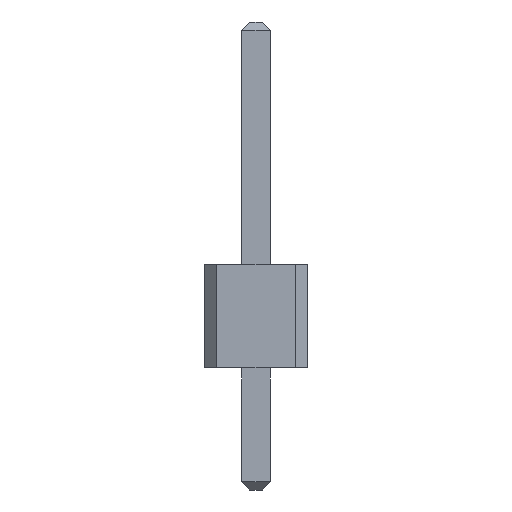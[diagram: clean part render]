
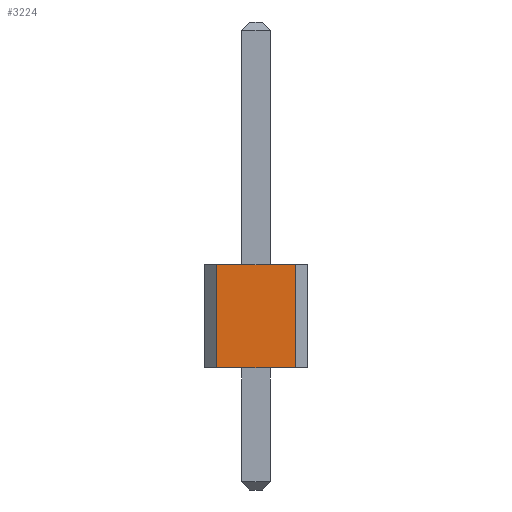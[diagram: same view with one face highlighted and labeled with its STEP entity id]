
A CAD part, front view. The second image highlights one B-rep face of the part: STEP entity #3224.
In plain terms, the highlighted planar face has unit normal (0, -1, 0).
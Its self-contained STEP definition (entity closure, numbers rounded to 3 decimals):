
#2306 = PLANE('',#2307);
#2307 = AXIS2_PLACEMENT_3D('',#2308,#2309,#2310);
#2308 = CARTESIAN_POINT('',(0.,-12.7,0.
    ));
#2309 = DIRECTION('',(0.,0.,1.));
#2310 = DIRECTION('',(1.,0.,0.));
#2565 = PLANE('',#2566);
#2566 = AXIS2_PLACEMENT_3D('',#2567,#2568,#2569);
#2567 = CARTESIAN_POINT('',(0.,-12.7,2.54));
#2568 = DIRECTION('',(0.,0.,1.));
#2569 = DIRECTION('',(1.,0.,0.));
#2791 = VERTEX_POINT('',#2792);
#2792 = CARTESIAN_POINT('',(-0.97,-13.97,0.));
#2806 = PLANE('',#2807);
#2807 = AXIS2_PLACEMENT_3D('',#2808,#2809,#2810);
#2808 = CARTESIAN_POINT('',(-1.12,-13.82,0.));
#2809 = DIRECTION('',(-0.707,-0.707,0.));
#2810 = DIRECTION('',(0.,0.,1.));
#2818 = EDGE_CURVE('',#2819,#2791,#2821,.T.);
#2819 = VERTEX_POINT('',#2820);
#2820 = CARTESIAN_POINT('',(0.97,-13.97,0.));
#2821 = SURFACE_CURVE('',#2822,(#2826,#2833),.PCURVE_S1.);
#2822 = LINE('',#2823,#2824);
#2823 = CARTESIAN_POINT('',(1.27,-13.97,0.));
#2824 = VECTOR('',#2825,1.);
#2825 = DIRECTION('',(-1.,0.,0.));
#2826 = PCURVE('',#2306,#2827);
#2827 = DEFINITIONAL_REPRESENTATION('',(#2828),#2832);
#2828 = LINE('',#2829,#2830);
#2829 = CARTESIAN_POINT('',(1.27,-1.27));
#2830 = VECTOR('',#2831,1.);
#2831 = DIRECTION('',(-1.,0.));
#2832 = ( GEOMETRIC_REPRESENTATION_CONTEXT(2) 
PARAMETRIC_REPRESENTATION_CONTEXT() REPRESENTATION_CONTEXT('2D SPACE',''
  ) );
#2833 = PCURVE('',#2834,#2839);
#2834 = PLANE('',#2835);
#2835 = AXIS2_PLACEMENT_3D('',#2836,#2837,#2838);
#2836 = CARTESIAN_POINT('',(1.27,-13.97,0.));
#2837 = DIRECTION('',(0.,-1.,0.));
#2838 = DIRECTION('',(-1.,0.,0.));
#2839 = DEFINITIONAL_REPRESENTATION('',(#2840),#2844);
#2840 = LINE('',#2841,#2842);
#2841 = CARTESIAN_POINT('',(0.,-0.));
#2842 = VECTOR('',#2843,1.);
#2843 = DIRECTION('',(1.,0.));
#2844 = ( GEOMETRIC_REPRESENTATION_CONTEXT(2) 
PARAMETRIC_REPRESENTATION_CONTEXT() REPRESENTATION_CONTEXT('2D SPACE',''
  ) );
#2862 = PLANE('',#2863);
#2863 = AXIS2_PLACEMENT_3D('',#2864,#2865,#2866);
#2864 = CARTESIAN_POINT('',(1.12,-13.82,0.));
#2865 = DIRECTION('',(0.707,-0.707,0.));
#2866 = DIRECTION('',(0.,0.,1.));
#3055 = VERTEX_POINT('',#3056);
#3056 = CARTESIAN_POINT('',(-0.97,-13.97,2.54));
#3077 = EDGE_CURVE('',#3078,#3055,#3080,.T.);
#3078 = VERTEX_POINT('',#3079);
#3079 = CARTESIAN_POINT('',(0.97,-13.97,2.54));
#3080 = SURFACE_CURVE('',#3081,(#3085,#3092),.PCURVE_S1.);
#3081 = LINE('',#3082,#3083);
#3082 = CARTESIAN_POINT('',(1.27,-13.97,2.54));
#3083 = VECTOR('',#3084,1.);
#3084 = DIRECTION('',(-1.,0.,0.));
#3085 = PCURVE('',#2565,#3086);
#3086 = DEFINITIONAL_REPRESENTATION('',(#3087),#3091);
#3087 = LINE('',#3088,#3089);
#3088 = CARTESIAN_POINT('',(1.27,-1.27));
#3089 = VECTOR('',#3090,1.);
#3090 = DIRECTION('',(-1.,0.));
#3091 = ( GEOMETRIC_REPRESENTATION_CONTEXT(2) 
PARAMETRIC_REPRESENTATION_CONTEXT() REPRESENTATION_CONTEXT('2D SPACE',''
  ) );
#3092 = PCURVE('',#2834,#3093);
#3093 = DEFINITIONAL_REPRESENTATION('',(#3094),#3098);
#3094 = LINE('',#3095,#3096);
#3095 = CARTESIAN_POINT('',(0.,-2.54));
#3096 = VECTOR('',#3097,1.);
#3097 = DIRECTION('',(1.,0.));
#3098 = ( GEOMETRIC_REPRESENTATION_CONTEXT(2) 
PARAMETRIC_REPRESENTATION_CONTEXT() REPRESENTATION_CONTEXT('2D SPACE',''
  ) );
#3204 = EDGE_CURVE('',#2819,#3078,#3205,.T.);
#3205 = SURFACE_CURVE('',#3206,(#3210,#3217),.PCURVE_S1.);
#3206 = LINE('',#3207,#3208);
#3207 = CARTESIAN_POINT('',(0.97,-13.97,0.));
#3208 = VECTOR('',#3209,1.);
#3209 = DIRECTION('',(0.,0.,1.));
#3210 = PCURVE('',#2862,#3211);
#3211 = DEFINITIONAL_REPRESENTATION('',(#3212),#3216);
#3212 = LINE('',#3213,#3214);
#3213 = CARTESIAN_POINT('',(0.,0.212));
#3214 = VECTOR('',#3215,1.);
#3215 = DIRECTION('',(1.,0.));
#3216 = ( GEOMETRIC_REPRESENTATION_CONTEXT(2) 
PARAMETRIC_REPRESENTATION_CONTEXT() REPRESENTATION_CONTEXT('2D SPACE',''
  ) );
#3217 = PCURVE('',#2834,#3218);
#3218 = DEFINITIONAL_REPRESENTATION('',(#3219),#3223);
#3219 = LINE('',#3220,#3221);
#3220 = CARTESIAN_POINT('',(0.3,0.));
#3221 = VECTOR('',#3222,1.);
#3222 = DIRECTION('',(0.,-1.));
#3223 = ( GEOMETRIC_REPRESENTATION_CONTEXT(2) 
PARAMETRIC_REPRESENTATION_CONTEXT() REPRESENTATION_CONTEXT('2D SPACE',''
  ) );
#3224 = ADVANCED_FACE('',(#3225),#2834,.T.);
#3225 = FACE_BOUND('',#3226,.T.);
#3226 = EDGE_LOOP('',(#3227,#3228,#3229,#3230));
#3227 = ORIENTED_EDGE('',*,*,#2818,.F.);
#3228 = ORIENTED_EDGE('',*,*,#3204,.T.);
#3229 = ORIENTED_EDGE('',*,*,#3077,.T.);
#3230 = ORIENTED_EDGE('',*,*,#3231,.F.);
#3231 = EDGE_CURVE('',#2791,#3055,#3232,.T.);
#3232 = SURFACE_CURVE('',#3233,(#3237,#3244),.PCURVE_S1.);
#3233 = LINE('',#3234,#3235);
#3234 = CARTESIAN_POINT('',(-0.97,-13.97,0.));
#3235 = VECTOR('',#3236,1.);
#3236 = DIRECTION('',(0.,0.,1.));
#3237 = PCURVE('',#2834,#3238);
#3238 = DEFINITIONAL_REPRESENTATION('',(#3239),#3243);
#3239 = LINE('',#3240,#3241);
#3240 = CARTESIAN_POINT('',(2.24,0.));
#3241 = VECTOR('',#3242,1.);
#3242 = DIRECTION('',(0.,-1.));
#3243 = ( GEOMETRIC_REPRESENTATION_CONTEXT(2) 
PARAMETRIC_REPRESENTATION_CONTEXT() REPRESENTATION_CONTEXT('2D SPACE',''
  ) );
#3244 = PCURVE('',#2806,#3245);
#3245 = DEFINITIONAL_REPRESENTATION('',(#3246),#3250);
#3246 = LINE('',#3247,#3248);
#3247 = CARTESIAN_POINT('',(0.,-0.212));
#3248 = VECTOR('',#3249,1.);
#3249 = DIRECTION('',(1.,0.));
#3250 = ( GEOMETRIC_REPRESENTATION_CONTEXT(2) 
PARAMETRIC_REPRESENTATION_CONTEXT() REPRESENTATION_CONTEXT('2D SPACE',''
  ) );
